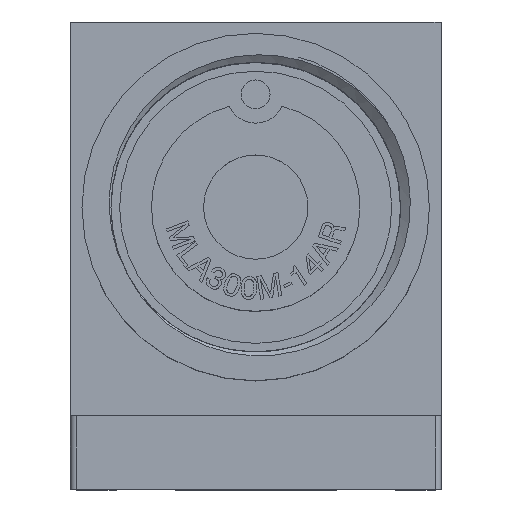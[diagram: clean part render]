
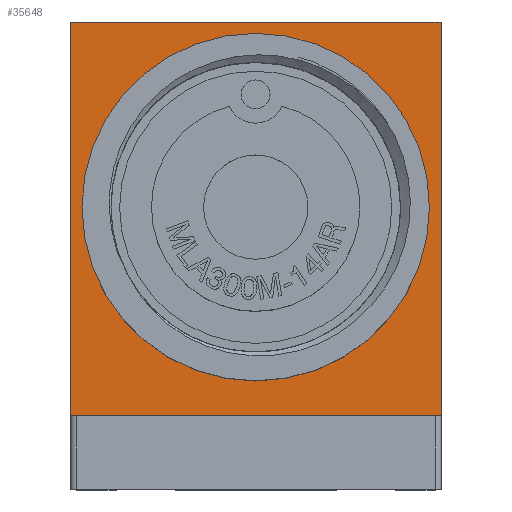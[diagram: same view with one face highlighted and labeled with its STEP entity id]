
A CAD part, top view. The second image highlights one B-rep face of the part: STEP entity #35648.
In plain terms, the highlighted planar face has unit normal (0, 0, 1).
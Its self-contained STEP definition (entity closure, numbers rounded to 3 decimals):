
#844 = CARTESIAN_POINT ( 'NONE',  ( 16., 18., 0. ) ) ;
#1045 = DIRECTION ( 'NONE',  ( -1., 0., 0. ) ) ;
#4791 = CARTESIAN_POINT ( 'NONE',  ( 16., 18., 0. ) ) ;
#6655 = VERTEX_POINT ( 'NONE', #39591 ) ;
#8217 = CARTESIAN_POINT ( 'NONE',  ( 32., 0., 0. ) ) ;
#8243 = DIRECTION ( 'NONE',  ( -1., 0., 0. ) ) ;
#9855 = ORIENTED_EDGE ( 'NONE', *, *, #81000, .F. ) ;
#10068 = VECTOR ( 'NONE', #86620, 1000. ) ;
#11035 = EDGE_LOOP ( 'NONE', ( #60006, #35584, #9855, #40394 ) ) ;
#11182 = VERTEX_POINT ( 'NONE', #52472 ) ;
#12188 = DIRECTION ( 'NONE',  ( -1., 0., 0. ) ) ;
#12431 = LINE ( 'NONE', #13257, #10068 ) ;
#13257 = CARTESIAN_POINT ( 'NONE',  ( 0., 0., 0. ) ) ;
#14063 = CARTESIAN_POINT ( 'NONE',  ( 0., 34., 0. ) ) ;
#14672 = VECTOR ( 'NONE', #52055, 1000. ) ;
#20294 = DIRECTION ( 'NONE',  ( 0., -1., 0. ) ) ;
#21413 = CIRCLE ( 'NONE', #43710, 15. ) ;
#22086 = VERTEX_POINT ( 'NONE', #8217 ) ;
#23037 = CARTESIAN_POINT ( 'NONE',  ( 31., 18., 0. ) ) ;
#26615 = VERTEX_POINT ( 'NONE', #23037 ) ;
#32297 = CIRCLE ( 'NONE', #36043, 15. ) ;
#33555 = ORIENTED_EDGE ( 'NONE', *, *, #59631, .F. ) ;
#35584 = ORIENTED_EDGE ( 'NONE', *, *, #56749, .F. ) ;
#35648 = ADVANCED_FACE ( 'NONE', ( #80444, #65420 ), #37450, .F. ) ;
#36043 = AXIS2_PLACEMENT_3D ( 'NONE', #4791, #56245, #12188 ) ;
#36838 = EDGE_CURVE ( 'NONE', #75081, #26615, #21413, .T. ) ;
#37450 = PLANE ( 'NONE',  #50244 ) ;
#39591 = CARTESIAN_POINT ( 'NONE',  ( 0., 34., 0. ) ) ;
#40394 = ORIENTED_EDGE ( 'NONE', *, *, #85776, .T. ) ;
#43710 = AXIS2_PLACEMENT_3D ( 'NONE', #844, #52311, #8243 ) ;
#45179 = DIRECTION ( 'NONE',  ( 0., 0., -1. ) ) ;
#45465 = ORIENTED_EDGE ( 'NONE', *, *, #36838, .F. ) ;
#48324 = EDGE_CURVE ( 'NONE', #49529, #22086, #12431, .T. ) ;
#49529 = VERTEX_POINT ( 'NONE', #80922 ) ;
#49651 = CARTESIAN_POINT ( 'NONE',  ( 1., 18., 0. ) ) ;
#50244 = AXIS2_PLACEMENT_3D ( 'NONE', #89256, #45179, #1045 ) ;
#50735 = DIRECTION ( 'NONE',  ( 1., 0., 0. ) ) ;
#52055 = DIRECTION ( 'NONE',  ( 0., -1., 0. ) ) ;
#52311 = DIRECTION ( 'NONE',  ( 0., 0., 1. ) ) ;
#52472 = CARTESIAN_POINT ( 'NONE',  ( 32., 34., 0. ) ) ;
#56245 = DIRECTION ( 'NONE',  ( 0., 0., 1. ) ) ;
#56749 = EDGE_CURVE ( 'NONE', #11182, #22086, #63666, .T. ) ;
#56959 = CARTESIAN_POINT ( 'NONE',  ( 32., 34., 0. ) ) ;
#59631 = EDGE_CURVE ( 'NONE', #26615, #75081, #32297, .T. ) ;
#60006 = ORIENTED_EDGE ( 'NONE', *, *, #48324, .T. ) ;
#60726 = CARTESIAN_POINT ( 'NONE',  ( 0., 34., 0. ) ) ;
#63666 = LINE ( 'NONE', #56959, #83269 ) ;
#65420 = FACE_BOUND ( 'NONE', #66161, .T. ) ;
#66161 = EDGE_LOOP ( 'NONE', ( #45465, #33555 ) ) ;
#71075 = LINE ( 'NONE', #60726, #14672 ) ;
#74682 = VECTOR ( 'NONE', #50735, 1000. ) ;
#75081 = VERTEX_POINT ( 'NONE', #49651 ) ;
#80444 = FACE_OUTER_BOUND ( 'NONE', #11035, .T. ) ;
#80922 = CARTESIAN_POINT ( 'NONE',  ( 0., 0., 0. ) ) ;
#81000 = EDGE_CURVE ( 'NONE', #6655, #11182, #94354, .T. ) ;
#83269 = VECTOR ( 'NONE', #20294, 1000. ) ;
#85776 = EDGE_CURVE ( 'NONE', #6655, #49529, #71075, .T. ) ;
#86620 = DIRECTION ( 'NONE',  ( 1., 0., 0. ) ) ;
#89256 = CARTESIAN_POINT ( 'NONE',  ( 0., 34., 0. ) ) ;
#94354 = LINE ( 'NONE', #14063, #74682 ) ;
